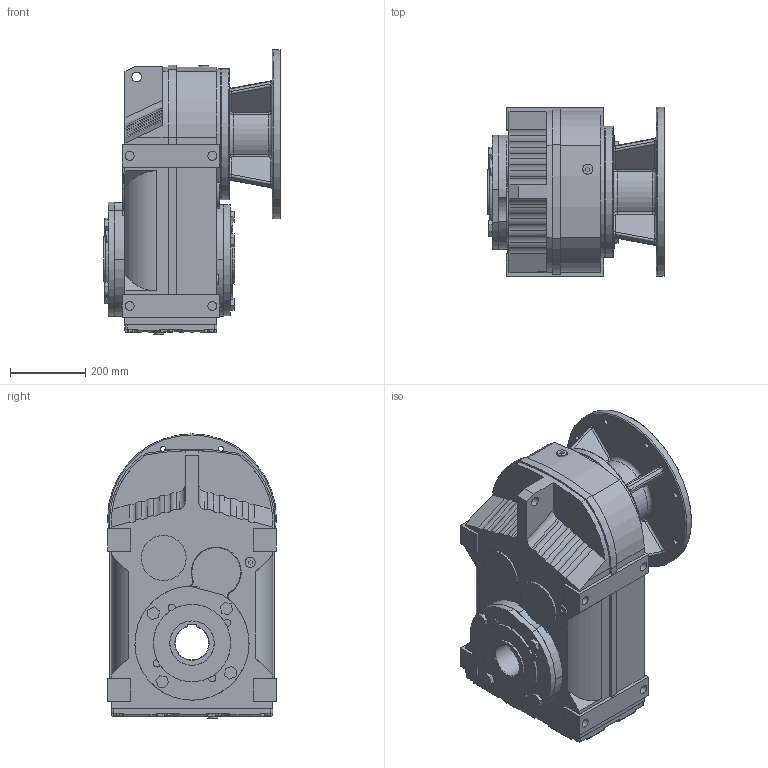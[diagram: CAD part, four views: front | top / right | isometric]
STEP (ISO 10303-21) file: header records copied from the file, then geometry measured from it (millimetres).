
FILE_DESCRIPTION(('STEP AP203'), '1');
FILE_NAME('凎劌膷闉 FA 107', '', ('UNSPECIFIED'), ('UNSPECIFIED'), 'ASCON STEP Converter 1.3', 'ASCON Math Kernel', '');
FILE_SCHEMA(('CONFIG_CONTROL_DESIGN'));
Length unit declared in the file: millimetre
Products named in the file (13): Hilfsbohrungen Abtrieb; Hilfsbohrungen Abtrieb_1; Hilfsbohrungen Abtrieb_2; Hilfsbohrungen Abtrieb_3; Hilfsbohrungen Abtrieb_4; Hilfsbohrungen Abtrieb_5; Hilfsbohrungen Abtrieb_6; Hilfsbohrungen Abtrieb_7; Verschlussbohrungen B-Seite_12; Hilfsbohrungen Abtrieb_9; Hilfsbohrungen Abtrieb_10
Assembly tree (12 placements, depth 2):
  (unnamed)
    Hilfsbohrungen Abtrieb
    Hilfsbohrungen Abtrieb_1
    Hilfsbohrungen Abtrieb_2
    Hilfsbohrungen Abtrieb_3
    Hilfsbohrungen Abtrieb_4
    Hilfsbohrungen Abtrieb_5
    Hilfsbohrungen Abtrieb_6
    Hilfsbohrungen Abtrieb_7
    Verschlussbohrungen B-Seite_12
    Hilfsbohrungen Abtrieb_9
    (unnamed)
    Hilfsbohrungen Abtrieb_10
Bounding box: 471 x 450 x 757.41 mm (x, y, z)
Volume: 77975876.7 mm3; surface area: 2811679.3 mm2
Topology: 12 solids, 12 shells, 694 faces, 1712 edges, 1110 vertices
Faces by surface type: plane 406, cylinder 202, bspline 52, cone 24, torus 10
Full cylindrical faces by diameter (mm): 12 x1, 14 x8, 16 x2, 17.5 x4, 20 x12, 24 x8, 26 x1, 27 x6, 118 x4, 120 x2, 124 x1, 150 x3, 151 x1, 155 x1, 215 x1, 250 x1, 253 x1, 347 x1, 350 x3, 450 x1
Entity records: 33543 total; most frequent: CARTESIAN_POINT 11490, ORIENTED_EDGE 3260, DIRECTION 3065, EDGE_CURVE 1630, VERTEX_POINT 1110, AXIS2_PLACEMENT_3D 1024, LINE 1017, VECTOR 1017
